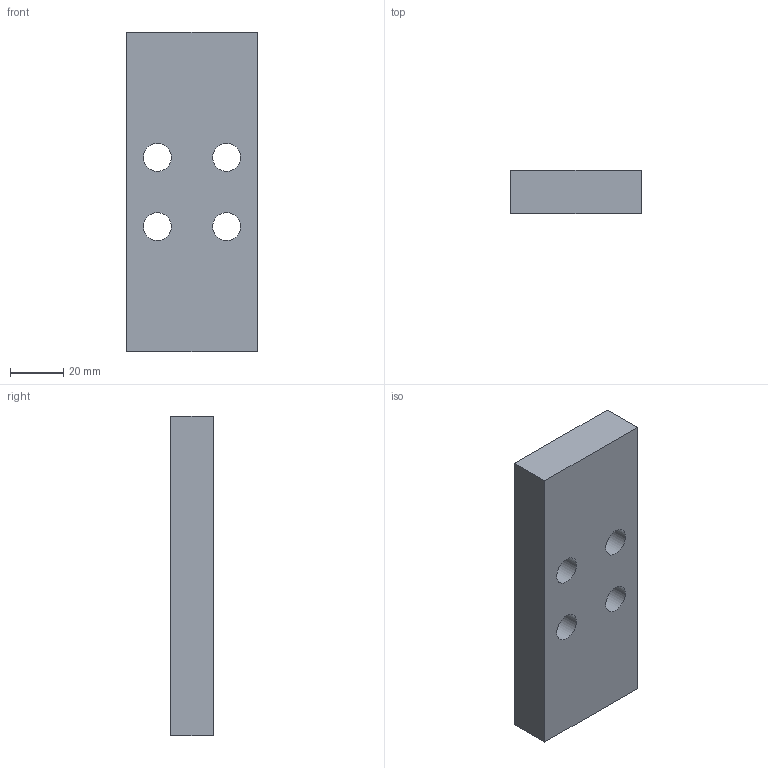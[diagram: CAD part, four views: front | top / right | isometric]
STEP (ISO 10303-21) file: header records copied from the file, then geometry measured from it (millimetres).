
FILE_DESCRIPTION(/* description */ ('STEP AP203'),/* implementation_level */ '2;1');
FILE_NAME(/* name */ 'PMK45-16',/* time_stamp */ '2024-04-26T15:33:36+02:00',/* author */ ('License CC BY-ND 4.0'),/* organization */ ('CADENAS'),/* preprocessor_version */ 'ST-DEVELOPER v19.3',/* originating_system */ 'PARTsolutions',/* authorisation */ ' ');
FILE_SCHEMA (('CONFIG_CONTROL_DESIGN'));
Length unit declared in the file: millimetre
Products named in the file (1): PMK45-16
Bounding box: 49 x 16 x 120 mm (x, y, z)
Volume: 88538.2 mm3; surface area: 18586.4 mm2
Topology: 1 solids, 1 shells, 10 faces, 28 edges, 20 vertices
Faces by surface type: plane 6, cylinder 4
Full cylindrical faces by diameter (mm): 10.5 x4
Entity records: 322 total; most frequent: DIRECTION 50, CARTESIAN_POINT 47, ORIENTED_EDGE 40, EDGE_LOOP 22, FACE_BOUND 22, EDGE_CURVE 20, AXIS2_PLACEMENT_3D 19, VERTEX_POINT 16
